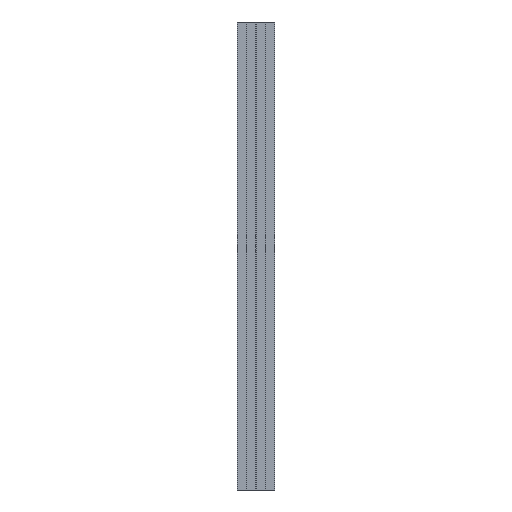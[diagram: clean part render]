
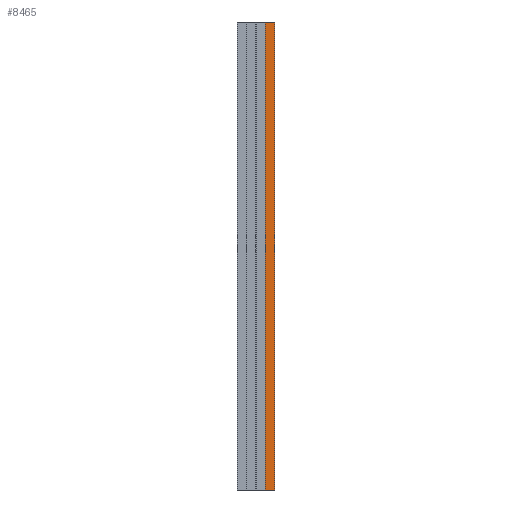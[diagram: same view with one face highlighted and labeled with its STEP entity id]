
A CAD part, left-side view. The second image highlights one B-rep face of the part: STEP entity #8465.
In plain terms, the highlighted planar face has unit normal (-1, 0, 0).
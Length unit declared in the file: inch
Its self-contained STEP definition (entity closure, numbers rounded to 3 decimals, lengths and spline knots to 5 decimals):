
#165=PLANE('',#9136);
#458=FACE_OUTER_BOUND('',#949,.T.);
#949=EDGE_LOOP('',(#6114,#6115,#6116,#6117));
#2133=LINE('',#13137,#2745);
#2311=LINE('',#13966,#2923);
#2312=LINE('',#13967,#2924);
#2313=LINE('',#13968,#2925);
#2745=VECTOR('',#10163,25.);
#2923=VECTOR('',#10907,25.);
#2924=VECTOR('',#10908,0.495);
#2925=VECTOR('',#10909,0.495);
#3369=VERTEX_POINT('',#13131);
#3371=VERTEX_POINT('',#13135);
#3738=VERTEX_POINT('',#13964);
#3739=VERTEX_POINT('',#13965);
#4263=EDGE_CURVE('',#3371,#3369,#2133,.T.);
#4681=EDGE_CURVE('',#3738,#3739,#2311,.T.);
#4682=EDGE_CURVE('',#3739,#3369,#2312,.T.);
#4683=EDGE_CURVE('',#3371,#3738,#2313,.T.);
#6114=ORIENTED_EDGE('',*,*,#4681,.T.);
#6115=ORIENTED_EDGE('',*,*,#4682,.T.);
#6116=ORIENTED_EDGE('',*,*,#4263,.F.);
#6117=ORIENTED_EDGE('',*,*,#4683,.T.);
#8465=ADVANCED_FACE('',(#458),#165,.T.);
#9136=AXIS2_PLACEMENT_3D('',#13963,#10905,#10906);
#10163=DIRECTION('',(0.,0.,1.));
#10905=DIRECTION('center_axis',(-1.,0.,0.));
#10906=DIRECTION('ref_axis',(0.,0.,1.));
#10907=DIRECTION('',(0.,0.,1.));
#10908=DIRECTION('',(0.,1.,0.));
#10909=DIRECTION('',(0.,-1.,0.));
#13131=CARTESIAN_POINT('',(-0.5,-0.505,-21.5));
#13135=CARTESIAN_POINT('',(-0.5,-0.505,-46.5));
#13137=CARTESIAN_POINT('',(-0.5,-0.505,-46.5));
#13963=CARTESIAN_POINT('Origin',(-0.5,-1.,-46.5));
#13964=CARTESIAN_POINT('',(-0.5,-1.,-46.5));
#13965=CARTESIAN_POINT('',(-0.5,-1.,-21.5));
#13966=CARTESIAN_POINT('',(-0.5,-1.,-46.5));
#13967=CARTESIAN_POINT('',(-0.5,-1.,-21.5));
#13968=CARTESIAN_POINT('',(-0.5,-0.505,-46.5));
